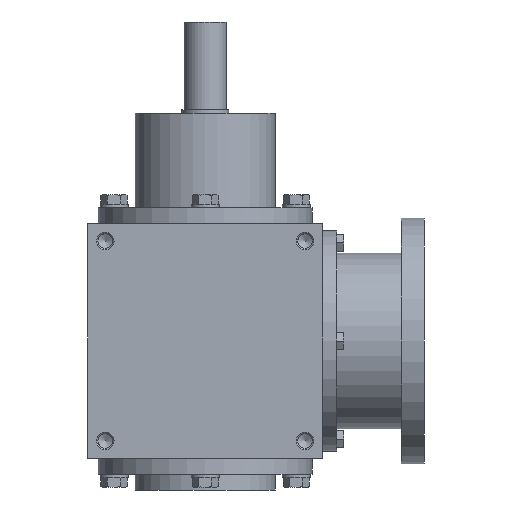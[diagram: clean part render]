
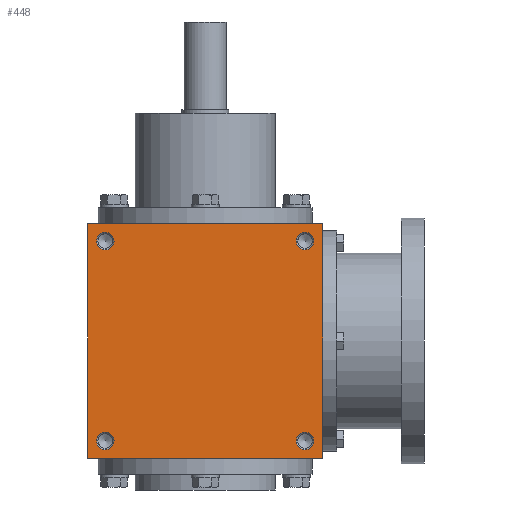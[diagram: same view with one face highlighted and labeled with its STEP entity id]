
A CAD part, front view. The second image highlights one B-rep face of the part: STEP entity #448.
In plain terms, the highlighted planar face has unit normal (0, -1, 0).
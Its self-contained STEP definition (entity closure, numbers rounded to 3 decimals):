
#448 = ADVANCED_FACE( '', ( #934, #935, #936, #937, #938 ), #939, .F. );
#934 = FACE_BOUND( '', #1635, .T. );
#935 = FACE_BOUND( '', #1636, .T. );
#936 = FACE_BOUND( '', #1637, .T. );
#937 = FACE_BOUND( '', #1638, .T. );
#938 = FACE_OUTER_BOUND( '', #1639, .T. );
#939 = PLANE( '', #1640 );
#1635 = EDGE_LOOP( '', ( #2422 ) );
#1636 = EDGE_LOOP( '', ( #2423 ) );
#1637 = EDGE_LOOP( '', ( #2424 ) );
#1638 = EDGE_LOOP( '', ( #2425 ) );
#1639 = EDGE_LOOP( '', ( #2426, #2427, #2428, #2429 ) );
#1640 = AXIS2_PLACEMENT_3D( '', #2430, #2431, #2432 );
#2422 = ORIENTED_EDGE( '', *, *, #3653, .T. );
#2423 = ORIENTED_EDGE( '', *, *, #3654, .T. );
#2424 = ORIENTED_EDGE( '', *, *, #3655, .F. );
#2425 = ORIENTED_EDGE( '', *, *, #3656, .F. );
#2426 = ORIENTED_EDGE( '', *, *, #3657, .T. );
#2427 = ORIENTED_EDGE( '', *, *, #3658, .F. );
#2428 = ORIENTED_EDGE( '', *, *, #3659, .F. );
#2429 = ORIENTED_EDGE( '', *, *, #3660, .T. );
#2430 = CARTESIAN_POINT( '', ( -67., -67., 67. ) );
#2431 = DIRECTION( '', ( 0., 1., 0. ) );
#2432 = DIRECTION( '', ( 0., 0., 1. ) );
#3653 = EDGE_CURVE( '', #4224, #4224, #4225, .T. );
#3654 = EDGE_CURVE( '', #4226, #4226, #4227, .T. );
#3655 = EDGE_CURVE( '', #4228, #4228, #4229, .T. );
#3656 = EDGE_CURVE( '', #4230, #4230, #4231, .T. );
#3657 = EDGE_CURVE( '', #4232, #4233, #4234, .T. );
#3658 = EDGE_CURVE( '', #4235, #4233, #4236, .T. );
#3659 = EDGE_CURVE( '', #4237, #4235, #4238, .T. );
#3660 = EDGE_CURVE( '', #4237, #4232, #4239, .T. );
#4224 = VERTEX_POINT( '', #5038 );
#4225 = CIRCLE( '', #5039, 5. );
#4226 = VERTEX_POINT( '', #5040 );
#4227 = CIRCLE( '', #5041, 5. );
#4228 = VERTEX_POINT( '', #5042 );
#4229 = CIRCLE( '', #5043, 5. );
#4230 = VERTEX_POINT( '', #5044 );
#4231 = CIRCLE( '', #5045, 5. );
#4232 = VERTEX_POINT( '', #5046 );
#4233 = VERTEX_POINT( '', #5047 );
#4234 = LINE( '', #5048, #5049 );
#4235 = VERTEX_POINT( '', #5050 );
#4236 = LINE( '', #5051, #5052 );
#4237 = VERTEX_POINT( '', #5053 );
#4238 = LINE( '', #5054, #5055 );
#4239 = LINE( '', #5056, #5057 );
#5038 = CARTESIAN_POINT( '', ( -57., -67., -52. ) );
#5039 = AXIS2_PLACEMENT_3D( '', #5875, #5876, #5877 );
#5040 = CARTESIAN_POINT( '', ( -57., -67., 62. ) );
#5041 = AXIS2_PLACEMENT_3D( '', #5878, #5879, #5880 );
#5042 = CARTESIAN_POINT( '', ( 57., -67., -62. ) );
#5043 = AXIS2_PLACEMENT_3D( '', #5881, #5882, #5883 );
#5044 = CARTESIAN_POINT( '', ( 57., -67., 52. ) );
#5045 = AXIS2_PLACEMENT_3D( '', #5884, #5885, #5886 );
#5046 = CARTESIAN_POINT( '', ( -67., -67., -67. ) );
#5047 = CARTESIAN_POINT( '', ( 67., -67., -67. ) );
#5048 = CARTESIAN_POINT( '', ( -67., -67., -67. ) );
#5049 = VECTOR( '', #5887, 1000. );
#5050 = CARTESIAN_POINT( '', ( 67., -67., 67. ) );
#5051 = CARTESIAN_POINT( '', ( 67., -67., 67. ) );
#5052 = VECTOR( '', #5888, 1000. );
#5053 = CARTESIAN_POINT( '', ( -67., -67., 67. ) );
#5054 = CARTESIAN_POINT( '', ( -67., -67., 67. ) );
#5055 = VECTOR( '', #5889, 1000. );
#5056 = CARTESIAN_POINT( '', ( -67., -67., 67. ) );
#5057 = VECTOR( '', #5890, 1000. );
#5875 = CARTESIAN_POINT( '', ( -57., -67., -57. ) );
#5876 = DIRECTION( '', ( 0., 1., 0. ) );
#5877 = DIRECTION( '', ( 0., 0., 1. ) );
#5878 = CARTESIAN_POINT( '', ( -57., -67., 57. ) );
#5879 = DIRECTION( '', ( 0., 1., 0. ) );
#5880 = DIRECTION( '', ( 0., 0., 1. ) );
#5881 = CARTESIAN_POINT( '', ( 57., -67., -57. ) );
#5882 = DIRECTION( '', ( 0., -1., 0. ) );
#5883 = DIRECTION( '', ( 0., 0., -1. ) );
#5884 = CARTESIAN_POINT( '', ( 57., -67., 57. ) );
#5885 = DIRECTION( '', ( 0., -1., 0. ) );
#5886 = DIRECTION( '', ( 0., 0., -1. ) );
#5887 = DIRECTION( '', ( 1., 0., 0. ) );
#5888 = DIRECTION( '', ( 0., 0., -1. ) );
#5889 = DIRECTION( '', ( 1., 0., 0. ) );
#5890 = DIRECTION( '', ( 0., 0., -1. ) );
